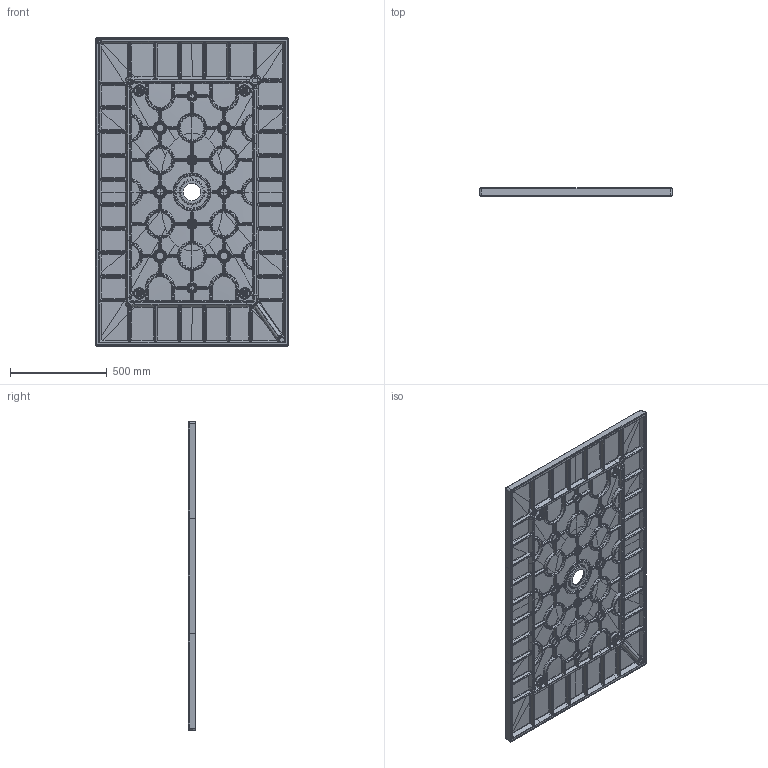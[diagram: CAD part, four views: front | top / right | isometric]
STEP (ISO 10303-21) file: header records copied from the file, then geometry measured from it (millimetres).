
FILE_DESCRIPTION(/* description */ (''),/* implementation_level */ '2;1');
FILE_NAME(/* name */ 'Infinity_R623245_DW 1600x1000x40_RP.stp',/* time_stamp */ '2021-11-30T12:23:07+01:00',/* author */ (''),/* organization */ (''),/* preprocessor_version */ 'ST-DEVELOPER v18.1',/* originating_system */ 'SIEMENS PLM Software NX 1973',/* authorisation */ '');
FILE_SCHEMA (('AUTOMOTIVE_DESIGN { 1 0 10303 214 3 1 1 1 }'));
Products named in the file (1): rupp0D901CD3dcql
Bounding box: 999.77 x 39.96 x 1599.77 mm (x, y, z)
Volume: 32796013.5 mm3; surface area: 3943098.6 mm2
Topology: 1 solids, 1 shells, 4161 faces, 10010 edges, 5469 vertices
Faces by surface type: bspline 2895, sphere 344, plane 285, cylinder 258, torus 180, cone 165, extrusion 32, revolution 2
Full cylindrical faces by diameter (mm): 12 x2, 26 x1, 26.001 x1
Entity records: 212042 total; most frequent: CARTESIAN_POINT 140188, ORIENTED_EDGE 19044, EDGE_CURVE 9522, DIRECTION 8852, B_SPLINE_CURVE_WITH_KNOTS 6055, VERTEX_POINT 5429, EDGE_LOOP 4229, ADVANCED_FACE 4161
